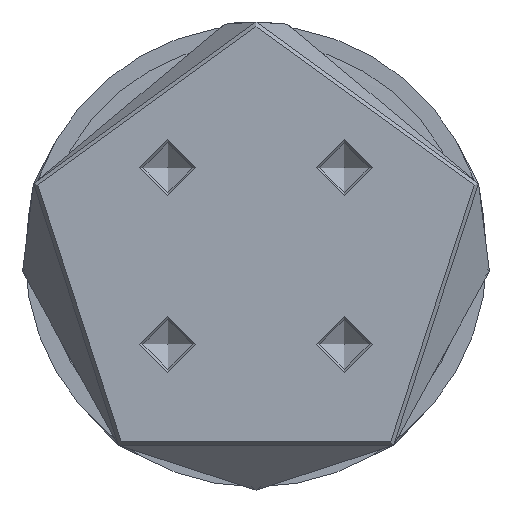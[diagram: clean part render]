
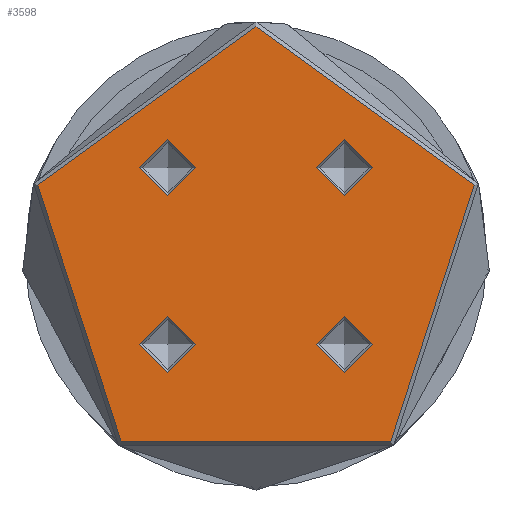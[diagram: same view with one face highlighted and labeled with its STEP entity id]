
A CAD part, front view. The second image highlights one B-rep face of the part: STEP entity #3598.
In plain terms, the highlighted face is planar.
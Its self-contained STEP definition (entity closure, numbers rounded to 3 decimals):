
#109 = DIRECTION ( 'NONE',  ( -1., 0., 0. ) ) ;
#149 = AXIS2_PLACEMENT_3D ( 'NONE', #1640, #4965, #2100 ) ;
#160 = EDGE_LOOP ( 'NONE', ( #5685 ) ) ;
#172 = DIRECTION ( 'NONE',  ( 0., 0., 1. ) ) ;
#227 = CARTESIAN_POINT ( 'NONE',  ( -14.142, -14.142, 0. ) ) ;
#257 = EDGE_CURVE ( 'NONE', #3692, #3692, #1247, .T. ) ;
#405 = AXIS2_PLACEMENT_3D ( 'NONE', #3855, #2912, #109 ) ;
#606 = FACE_BOUND ( 'NONE', #160, .T. ) ;
#705 = DIRECTION ( 'NONE',  ( -1., 0., 0. ) ) ;
#796 = EDGE_CURVE ( 'NONE', #2272, #2272, #5342, .T. ) ;
#862 = AXIS2_PLACEMENT_3D ( 'NONE', #942, #4233, #1410 ) ;
#929 = CIRCLE ( 'NONE', #862, 4.5 ) ;
#942 = CARTESIAN_POINT ( 'NONE',  ( -14.142, 14.142, 0. ) ) ;
#1149 = VERTEX_POINT ( 'NONE', #5420 ) ;
#1247 = CIRCLE ( 'NONE', #149, 4.5 ) ;
#1289 = CIRCLE ( 'NONE', #2228, 36.75 ) ;
#1399 = ORIENTED_EDGE ( 'NONE', *, *, #257, .F. ) ;
#1410 = DIRECTION ( 'NONE',  ( -1., 0., 0. ) ) ;
#1445 = CARTESIAN_POINT ( 'NONE',  ( 14.142, -14.142, 0. ) ) ;
#1554 = ORIENTED_EDGE ( 'NONE', *, *, #2555, .T. ) ;
#1631 = CARTESIAN_POINT ( 'NONE',  ( 18.642, -14.142, 0. ) ) ;
#1640 = CARTESIAN_POINT ( 'NONE',  ( 14.142, 14.142, 0. ) ) ;
#1758 = EDGE_LOOP ( 'NONE', ( #1554 ) ) ;
#1903 = DIRECTION ( 'NONE',  ( 1., 0., 0. ) ) ;
#2100 = DIRECTION ( 'NONE',  ( 1., 0., 0. ) ) ;
#2228 = AXIS2_PLACEMENT_3D ( 'NONE', #2968, #172, #3447 ) ;
#2272 = VERTEX_POINT ( 'NONE', #5403 ) ;
#2442 = PLANE ( 'NONE',  #405 ) ;
#2555 = EDGE_CURVE ( 'NONE', #3628, #3628, #3940, .T. ) ;
#2780 = EDGE_CURVE ( 'NONE', #1149, #1149, #1289, .T. ) ;
#2912 = DIRECTION ( 'NONE',  ( 0., 0., -1. ) ) ;
#2968 = CARTESIAN_POINT ( 'NONE',  ( 0., 0., 0. ) ) ;
#3103 = AXIS2_PLACEMENT_3D ( 'NONE', #1445, #4757, #1903 ) ;
#3219 = EDGE_LOOP ( 'NONE', ( #5310 ) ) ;
#3447 = DIRECTION ( 'NONE',  ( 1., 0., 0. ) ) ;
#3490 = CARTESIAN_POINT ( 'NONE',  ( 18.642, 14.142, 0. ) ) ;
#3508 = DIRECTION ( 'NONE',  ( 0., 0., 1. ) ) ;
#3551 = CARTESIAN_POINT ( 'NONE',  ( -18.642, 14.142, 0. ) ) ;
#3598 = ADVANCED_FACE ( 'NONE', ( #4124, #606, #4130, #6036, #5981 ), #2442, .F. ) ;
#3628 = VERTEX_POINT ( 'NONE', #1631 ) ;
#3692 = VERTEX_POINT ( 'NONE', #3490 ) ;
#3855 = CARTESIAN_POINT ( 'NONE',  ( 0., 0., 0. ) ) ;
#3940 = CIRCLE ( 'NONE', #3103, 4.5 ) ;
#4124 = FACE_BOUND ( 'NONE', #5675, .T. ) ;
#4130 = FACE_BOUND ( 'NONE', #1758, .T. ) ;
#4233 = DIRECTION ( 'NONE',  ( 0., 0., -1. ) ) ;
#4526 = AXIS2_PLACEMENT_3D ( 'NONE', #227, #3508, #705 ) ;
#4757 = DIRECTION ( 'NONE',  ( 0., 0., -1. ) ) ;
#4919 = EDGE_CURVE ( 'NONE', #5780, #5780, #929, .T. ) ;
#4965 = DIRECTION ( 'NONE',  ( 0., 0., 1. ) ) ;
#5225 = EDGE_LOOP ( 'NONE', ( #1399 ) ) ;
#5310 = ORIENTED_EDGE ( 'NONE', *, *, #2780, .T. ) ;
#5342 = CIRCLE ( 'NONE', #4526, 4.5 ) ;
#5403 = CARTESIAN_POINT ( 'NONE',  ( -18.642, -14.142, 0. ) ) ;
#5420 = CARTESIAN_POINT ( 'NONE',  ( 36.75, 0., 0. ) ) ;
#5675 = EDGE_LOOP ( 'NONE', ( #5746 ) ) ;
#5685 = ORIENTED_EDGE ( 'NONE', *, *, #4919, .T. ) ;
#5746 = ORIENTED_EDGE ( 'NONE', *, *, #796, .F. ) ;
#5780 = VERTEX_POINT ( 'NONE', #3551 ) ;
#5981 = FACE_OUTER_BOUND ( 'NONE', #3219, .T. ) ;
#6036 = FACE_BOUND ( 'NONE', #5225, .T. ) ;
